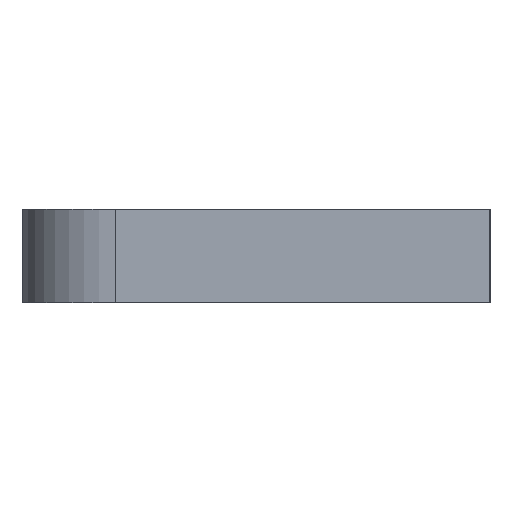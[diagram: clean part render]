
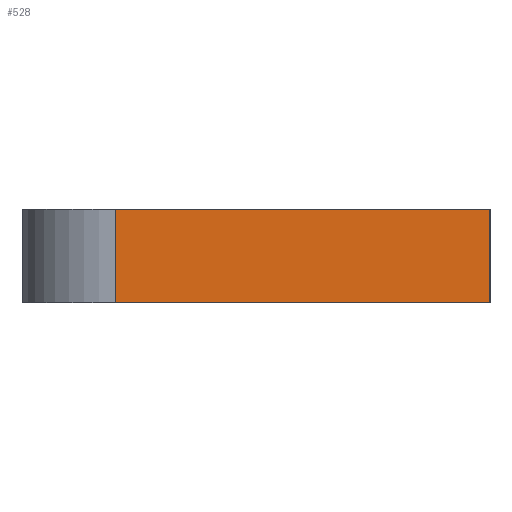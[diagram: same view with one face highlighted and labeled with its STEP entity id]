
A CAD part, left-side view. The second image highlights one B-rep face of the part: STEP entity #528.
In plain terms, the highlighted planar face has unit normal (-1, 0, 0).
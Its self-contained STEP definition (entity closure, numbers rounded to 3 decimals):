
#7 = VECTOR ( 'NONE', #271, 1000. ) ;
#53 = VECTOR ( 'NONE', #109, 1000. ) ;
#59 = LINE ( 'NONE', #425, #53 ) ;
#71 = CARTESIAN_POINT ( 'NONE',  ( -205., -25., 0. ) ) ;
#82 = CARTESIAN_POINT ( 'NONE',  ( -205., -25., 0. ) ) ;
#109 = DIRECTION ( 'NONE',  ( 0., 0., -1. ) ) ;
#126 = LINE ( 'NONE', #82, #7 ) ;
#129 = ORIENTED_EDGE ( 'NONE', *, *, #170, .T. ) ;
#137 = VECTOR ( 'NONE', #349, 1000. ) ;
#161 = CARTESIAN_POINT ( 'NONE',  ( -205., -25., -10. ) ) ;
#170 = EDGE_CURVE ( 'NONE', #398, #567, #310, .T. ) ;
#175 = DIRECTION ( 'NONE',  ( 0., -1., 0. ) ) ;
#189 = CARTESIAN_POINT ( 'NONE',  ( -205., 15., 0. ) ) ;
#200 = VERTEX_POINT ( 'NONE', #541 ) ;
#234 = CARTESIAN_POINT ( 'NONE',  ( -205., -25., -10. ) ) ;
#249 = PLANE ( 'NONE',  #265 ) ;
#265 = AXIS2_PLACEMENT_3D ( 'NONE', #482, #307, #343 ) ;
#271 = DIRECTION ( 'NONE',  ( 0., -1., 0. ) ) ;
#273 = LINE ( 'NONE', #407, #332 ) ;
#307 = DIRECTION ( 'NONE',  ( -1., 0., 0. ) ) ;
#310 = LINE ( 'NONE', #161, #137 ) ;
#323 = EDGE_CURVE ( 'NONE', #200, #398, #273, .T. ) ;
#332 = VECTOR ( 'NONE', #175, 1000. ) ;
#343 = DIRECTION ( 'NONE',  ( 0., 0., 1. ) ) ;
#349 = DIRECTION ( 'NONE',  ( 0., 0., 1. ) ) ;
#358 = EDGE_CURVE ( 'NONE', #458, #567, #126, .T. ) ;
#379 = ORIENTED_EDGE ( 'NONE', *, *, #424, .T. ) ;
#398 = VERTEX_POINT ( 'NONE', #234 ) ;
#407 = CARTESIAN_POINT ( 'NONE',  ( -205., -25., -10. ) ) ;
#424 = EDGE_CURVE ( 'NONE', #458, #200, #59, .T. ) ;
#425 = CARTESIAN_POINT ( 'NONE',  ( -205., 15., -10. ) ) ;
#458 = VERTEX_POINT ( 'NONE', #189 ) ;
#482 = CARTESIAN_POINT ( 'NONE',  ( -205., -25., -10. ) ) ;
#512 = ORIENTED_EDGE ( 'NONE', *, *, #323, .T. ) ;
#528 = ADVANCED_FACE ( 'NONE', ( #532 ), #249, .T. ) ;
#532 = FACE_OUTER_BOUND ( 'NONE', #585, .T. ) ;
#541 = CARTESIAN_POINT ( 'NONE',  ( -205., 15., -10. ) ) ;
#567 = VERTEX_POINT ( 'NONE', #71 ) ;
#585 = EDGE_LOOP ( 'NONE', ( #601, #379, #512, #129 ) ) ;
#601 = ORIENTED_EDGE ( 'NONE', *, *, #358, .F. ) ;
